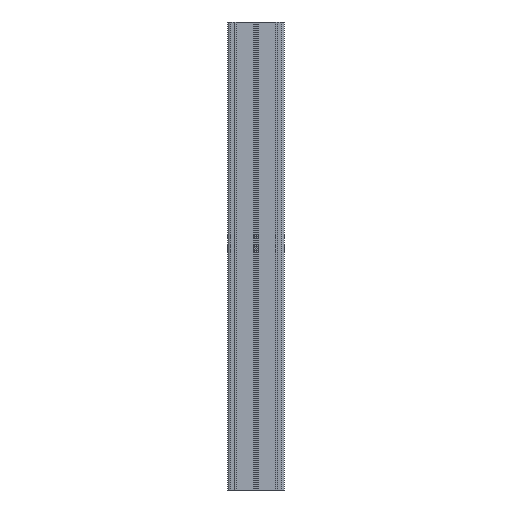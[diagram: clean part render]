
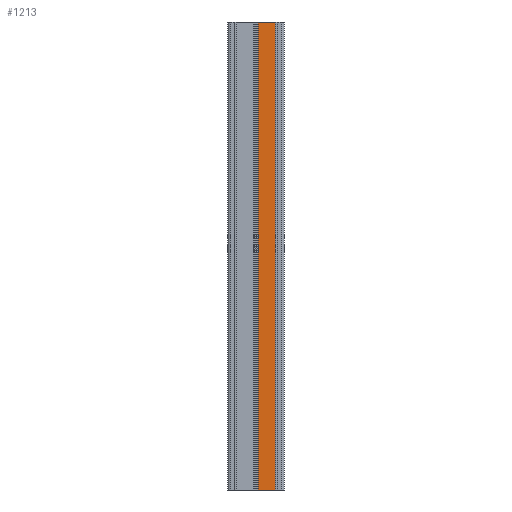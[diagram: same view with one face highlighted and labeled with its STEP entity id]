
A CAD part, front view. The second image highlights one B-rep face of the part: STEP entity #1213.
In plain terms, the highlighted planar face has unit normal (0, -1, 0).
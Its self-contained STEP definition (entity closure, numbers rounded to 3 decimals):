
#149 = ORIENTED_EDGE ( 'NONE', *, *, #455, .T. ) ;
#366 = VECTOR ( 'NONE', #505, 1000. ) ;
#455 = EDGE_CURVE ( 'NONE', #5420, #4726, #3084, .T. ) ;
#505 = DIRECTION ( 'NONE',  ( 1., 0., 0. ) ) ;
#548 = CARTESIAN_POINT ( 'NONE',  ( 110.862, 203.082, 1000. ) ) ;
#675 = VERTEX_POINT ( 'NONE', #1304 ) ;
#846 = VECTOR ( 'NONE', #3500, 1000. ) ;
#992 = CARTESIAN_POINT ( 'NONE',  ( 110.862, 203.082, 1000. ) ) ;
#1189 = EDGE_CURVE ( 'NONE', #675, #1981, #3418, .T. ) ;
#1213 = ADVANCED_FACE ( 'NONE', ( #2161 ), #5120, .F. ) ;
#1304 = CARTESIAN_POINT ( 'NONE',  ( 150.569, 203.082, 1000. ) ) ;
#1423 = VECTOR ( 'NONE', #3849, 1000. ) ;
#1879 = AXIS2_PLACEMENT_3D ( 'NONE', #5050, #5419, #5456 ) ;
#1886 = ORIENTED_EDGE ( 'NONE', *, *, #4389, .F. ) ;
#1981 = VERTEX_POINT ( 'NONE', #4363 ) ;
#2161 = FACE_OUTER_BOUND ( 'NONE', #3622, .T. ) ;
#2522 = DIRECTION ( 'NONE',  ( 1., 0., 0. ) ) ;
#3084 = LINE ( 'NONE', #548, #846 ) ;
#3375 = CARTESIAN_POINT ( 'NONE',  ( 150.569, 203.082, 1000. ) ) ;
#3418 = LINE ( 'NONE', #3375, #1423 ) ;
#3500 = DIRECTION ( 'NONE',  ( 0., 0., -1. ) ) ;
#3622 = EDGE_LOOP ( 'NONE', ( #4320, #4952, #1886, #149 ) ) ;
#3849 = DIRECTION ( 'NONE',  ( 0., 0., -1. ) ) ;
#3857 = VECTOR ( 'NONE', #2522, 1000. ) ;
#3973 = EDGE_CURVE ( 'NONE', #4726, #1981, #4974, .T. ) ;
#4293 = CARTESIAN_POINT ( 'NONE',  ( 150.569, 203.082, 0. ) ) ;
#4320 = ORIENTED_EDGE ( 'NONE', *, *, #3973, .T. ) ;
#4363 = CARTESIAN_POINT ( 'NONE',  ( 150.569, 203.082, 0. ) ) ;
#4389 = EDGE_CURVE ( 'NONE', #5420, #675, #5108, .T. ) ;
#4726 = VERTEX_POINT ( 'NONE', #5361 ) ;
#4952 = ORIENTED_EDGE ( 'NONE', *, *, #1189, .F. ) ;
#4974 = LINE ( 'NONE', #4293, #366 ) ;
#5045 = CARTESIAN_POINT ( 'NONE',  ( 150.569, 203.082, 1000. ) ) ;
#5050 = CARTESIAN_POINT ( 'NONE',  ( 150.569, 203.082, 1000. ) ) ;
#5108 = LINE ( 'NONE', #5045, #3857 ) ;
#5120 = PLANE ( 'NONE',  #1879 ) ;
#5361 = CARTESIAN_POINT ( 'NONE',  ( 110.862, 203.082, 0. ) ) ;
#5419 = DIRECTION ( 'NONE',  ( 0., 1., 0. ) ) ;
#5420 = VERTEX_POINT ( 'NONE', #992 ) ;
#5456 = DIRECTION ( 'NONE',  ( 0., 0., 1. ) ) ;
